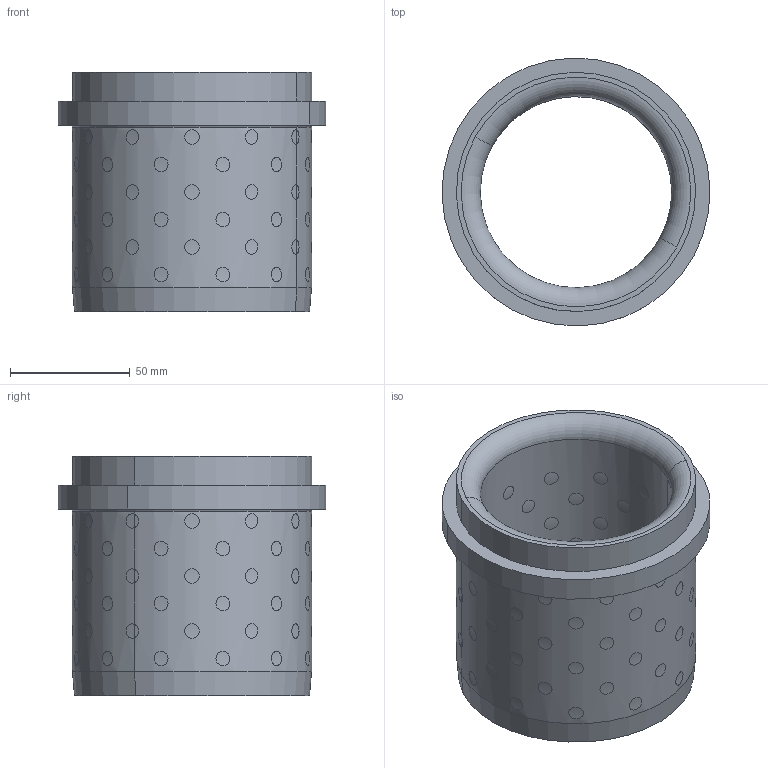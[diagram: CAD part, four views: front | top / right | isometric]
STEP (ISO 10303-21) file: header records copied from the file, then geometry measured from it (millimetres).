
FILE_DESCRIPTION(('CATIA V5 STEP Exchange'),'2;1');
FILE_NAME('RDBG207.80100.stp','2017-03-07T16:20:39+00:00',('none'),('none'),'CATIA Version 5 Release 19 GA (IN-10)','CATIA V5 STEP AP203','none');
FILE_SCHEMA(('CONFIG_CONTROL_DESIGN'));
Length unit declared in the file: millimetre
Products named in the file (1): RDBG207.80100
Bounding box: 111.97 x 111.97 x 100 mm (x, y, z)
Volume: 297819.5 mm3; surface area: 92493.7 mm2
Topology: 73 solids, 73 shells, 462 faces, 977 edges, 656 vertices
Faces by surface type: cylinder 452, torus 4, plane 4, cone 2
Entity records: 15773 total; most frequent: CARTESIAN_POINT 8032, ORIENTED_EDGE 1944, EDGE_CURVE 972, DIRECTION 667, VERTEX_POINT 646, B_SPLINE_CURVE_WITH_KNOTS 624, EDGE_LOOP 598, ADVANCED_FACE 462
